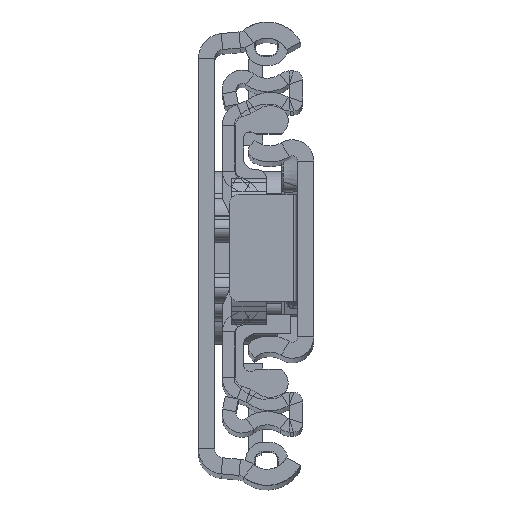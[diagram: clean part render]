
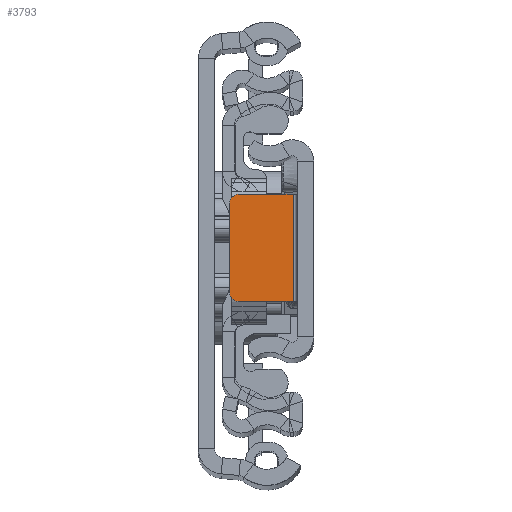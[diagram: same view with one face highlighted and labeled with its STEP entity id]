
A CAD part, top view. The second image highlights one B-rep face of the part: STEP entity #3793.
In plain terms, the highlighted planar face has unit normal (0, 0, 1).
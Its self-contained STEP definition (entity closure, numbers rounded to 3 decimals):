
#819 = CARTESIAN_POINT ( 'NONE',  ( -8.4, -5.849, -6.8 ) ) ;
#1678 = DIRECTION ( 'NONE',  ( 1., 0., 0. ) ) ;
#2193 = VERTEX_POINT ( 'NONE', #7207 ) ;
#2637 = ORIENTED_EDGE ( 'NONE', *, *, #12684, .F. ) ;
#3119 = CARTESIAN_POINT ( 'NONE',  ( -8.4, -4.849, -6.8 ) ) ;
#3793 = ADVANCED_FACE ( 'NONE', ( #23100 ), #16132, .T. ) ;
#5131 = CIRCLE ( 'NONE', #8925, 1. ) ;
#5163 = VERTEX_POINT ( 'NONE', #819 ) ;
#5400 = EDGE_CURVE ( 'NONE', #15362, #11749, #26193, .T. ) ;
#5480 = DIRECTION ( 'NONE',  ( 1., 0., 0. ) ) ;
#5677 = VECTOR ( 'NONE', #5480, 1000. ) ;
#6681 = VERTEX_POINT ( 'NONE', #24019 ) ;
#6975 = EDGE_CURVE ( 'NONE', #2193, #27784, #9936, .T. ) ;
#6984 = DIRECTION ( 'NONE',  ( 0., 0., 1. ) ) ;
#7207 = CARTESIAN_POINT ( 'NONE',  ( -8.4, 6.151, -6.8 ) ) ;
#8172 = DIRECTION ( 'NONE',  ( 1., 0., 0. ) ) ;
#8925 = AXIS2_PLACEMENT_3D ( 'NONE', #17360, #17800, #1678 ) ;
#9106 = LINE ( 'NONE', #22577, #25728 ) ;
#9393 = AXIS2_PLACEMENT_3D ( 'NONE', #27253, #6984, #11563 ) ;
#9936 = LINE ( 'NONE', #14351, #5677 ) ;
#10180 = ORIENTED_EDGE ( 'NONE', *, *, #23396, .T. ) ;
#10243 = DIRECTION ( 'NONE',  ( 0., 0., 1. ) ) ;
#10503 = VECTOR ( 'NONE', #18156, 1000. ) ;
#11413 = AXIS2_PLACEMENT_3D ( 'NONE', #3119, #10243, #8172 ) ;
#11563 = DIRECTION ( 'NONE',  ( 1., 0., 0. ) ) ;
#11749 = VERTEX_POINT ( 'NONE', #17356 ) ;
#12684 = EDGE_CURVE ( 'NONE', #6681, #5163, #24402, .T. ) ;
#12810 = CIRCLE ( 'NONE', #11413, 1. ) ;
#14351 = CARTESIAN_POINT ( 'NONE',  ( -1.8, 6.151, -6.8 ) ) ;
#14778 = CARTESIAN_POINT ( 'NONE',  ( -9.4, 6.151, -6.8 ) ) ;
#14949 = EDGE_CURVE ( 'NONE', #27784, #6681, #9106, .T. ) ;
#15362 = VERTEX_POINT ( 'NONE', #25052 ) ;
#15928 = CARTESIAN_POINT ( 'NONE',  ( -9.4, -5.849, -6.8 ) ) ;
#16097 = EDGE_LOOP ( 'NONE', ( #16890, #28899, #2637, #25609, #27381, #10180 ) ) ;
#16132 = PLANE ( 'NONE',  #9393 ) ;
#16890 = ORIENTED_EDGE ( 'NONE', *, *, #5400, .F. ) ;
#17356 = CARTESIAN_POINT ( 'NONE',  ( -9.4, 5.151, -6.8 ) ) ;
#17360 = CARTESIAN_POINT ( 'NONE',  ( -8.4, 5.151, -6.8 ) ) ;
#17800 = DIRECTION ( 'NONE',  ( 0., 0., 1. ) ) ;
#18156 = DIRECTION ( 'NONE',  ( -1., 0., 0. ) ) ;
#19094 = DIRECTION ( 'NONE',  ( 0., 1., 0. ) ) ;
#19180 = CARTESIAN_POINT ( 'NONE',  ( -2.3, 6.151, -6.8 ) ) ;
#20000 = VECTOR ( 'NONE', #19094, 1000. ) ;
#22577 = CARTESIAN_POINT ( 'NONE',  ( -2.3, 6.151, -6.8 ) ) ;
#23100 = FACE_OUTER_BOUND ( 'NONE', #16097, .T. ) ;
#23396 = EDGE_CURVE ( 'NONE', #2193, #11749, #5131, .T. ) ;
#24019 = CARTESIAN_POINT ( 'NONE',  ( -2.3, -5.849, -6.8 ) ) ;
#24402 = LINE ( 'NONE', #15928, #10503 ) ;
#25052 = CARTESIAN_POINT ( 'NONE',  ( -9.4, -4.849, -6.8 ) ) ;
#25537 = EDGE_CURVE ( 'NONE', #15362, #5163, #12810, .T. ) ;
#25609 = ORIENTED_EDGE ( 'NONE', *, *, #14949, .F. ) ;
#25728 = VECTOR ( 'NONE', #27163, 1000. ) ;
#26193 = LINE ( 'NONE', #14778, #20000 ) ;
#27163 = DIRECTION ( 'NONE',  ( 0., -1., 0. ) ) ;
#27253 = CARTESIAN_POINT ( 'NONE',  ( 0., 0., -6.8 ) ) ;
#27381 = ORIENTED_EDGE ( 'NONE', *, *, #6975, .F. ) ;
#27784 = VERTEX_POINT ( 'NONE', #19180 ) ;
#28899 = ORIENTED_EDGE ( 'NONE', *, *, #25537, .T. ) ;
